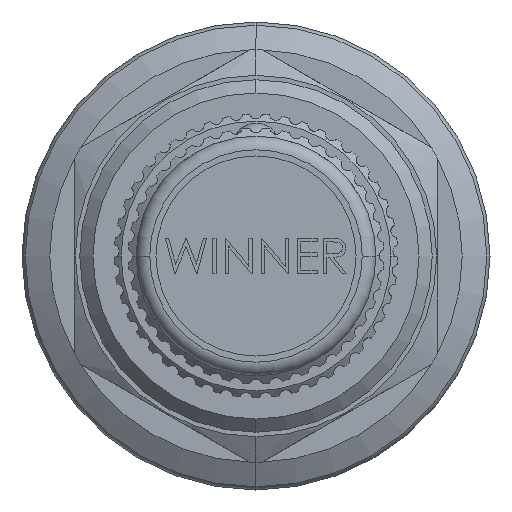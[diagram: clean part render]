
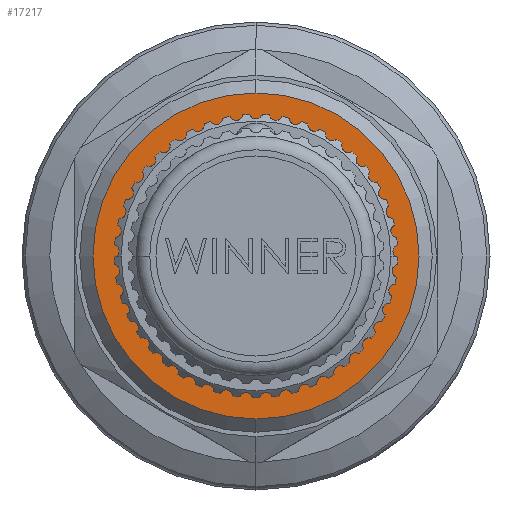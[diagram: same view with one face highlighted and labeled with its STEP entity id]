
A CAD part, left-side view. The second image highlights one B-rep face of the part: STEP entity #17217.
In plain terms, the highlighted planar face has unit normal (-1, 0, 0).
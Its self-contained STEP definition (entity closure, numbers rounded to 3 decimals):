
#168 = DIRECTION ( 'NONE',  ( 1., 0., 0. ) ) ;
#228 = CIRCLE ( 'NONE', #19752, 6.875 ) ;
#2328 = EDGE_LOOP ( 'NONE', ( #6727, #11609 ) ) ;
#3130 = ORIENTED_EDGE ( 'NONE', *, *, #20129, .T. ) ;
#3997 = VERTEX_POINT ( 'NONE', #21443 ) ;
#4535 = VERTEX_POINT ( 'NONE', #10831 ) ;
#4927 = DIRECTION ( 'NONE',  ( 0., -1., 0. ) ) ;
#5401 = ORIENTED_EDGE ( 'NONE', *, *, #26291, .T. ) ;
#5791 = DIRECTION ( 'NONE',  ( -1., 0., 0. ) ) ;
#6014 = DIRECTION ( 'NONE',  ( -1., 0., 0. ) ) ;
#6727 = ORIENTED_EDGE ( 'NONE', *, *, #18315, .T. ) ;
#7950 = AXIS2_PLACEMENT_3D ( 'NONE', #21136, #5791, #23426 ) ;
#8602 = CARTESIAN_POINT ( 'NONE',  ( -44.5, 0., 18.5 ) ) ;
#8610 = CARTESIAN_POINT ( 'NONE',  ( -44.5, 0., 0. ) ) ;
#9926 = AXIS2_PLACEMENT_3D ( 'NONE', #8610, #12969, #10763 ) ;
#10763 = DIRECTION ( 'NONE',  ( 0., 0., 1. ) ) ;
#10831 = CARTESIAN_POINT ( 'NONE',  ( -44.5, 6.875, 0. ) ) ;
#11037 = AXIS2_PLACEMENT_3D ( 'NONE', #12566, #6014, #21576 ) ;
#11609 = ORIENTED_EDGE ( 'NONE', *, *, #15015, .T. ) ;
#11866 = CIRCLE ( 'NONE', #11037, 18.5 ) ;
#12566 = CARTESIAN_POINT ( 'NONE',  ( -44.5, 0., 0. ) ) ;
#12969 = DIRECTION ( 'NONE',  ( -1., 0., 0. ) ) ;
#13576 = DIRECTION ( 'NONE',  ( 0., -1., 0. ) ) ;
#13894 = AXIS2_PLACEMENT_3D ( 'NONE', #26885, #168, #13576 ) ;
#15015 = EDGE_CURVE ( 'NONE', #24251, #4535, #24758, .T. ) ;
#16334 = CARTESIAN_POINT ( 'NONE',  ( -44.5, 0., 0. ) ) ;
#16649 = FACE_BOUND ( 'NONE', #2328, .T. ) ;
#17217 = ADVANCED_FACE ( 'NONE', ( #16649, #17683 ), #18833, .T. ) ;
#17683 = FACE_OUTER_BOUND ( 'NONE', #24450, .T. ) ;
#18315 = EDGE_CURVE ( 'NONE', #4535, #24251, #228, .T. ) ;
#18814 = CIRCLE ( 'NONE', #9926, 18.5 ) ;
#18833 = PLANE ( 'NONE',  #7950 ) ;
#19752 = AXIS2_PLACEMENT_3D ( 'NONE', #16334, #27573, #4927 ) ;
#20129 = EDGE_CURVE ( 'NONE', #3997, #27348, #18814, .T. ) ;
#21136 = CARTESIAN_POINT ( 'NONE',  ( -44.5, 0., 0. ) ) ;
#21443 = CARTESIAN_POINT ( 'NONE',  ( -44.5, 0., -18.5 ) ) ;
#21576 = DIRECTION ( 'NONE',  ( 0., 0., 1. ) ) ;
#21825 = CARTESIAN_POINT ( 'NONE',  ( -44.5, -6.875, 0. ) ) ;
#23426 = DIRECTION ( 'NONE',  ( 0., 0., 1. ) ) ;
#24251 = VERTEX_POINT ( 'NONE', #21825 ) ;
#24450 = EDGE_LOOP ( 'NONE', ( #3130, #5401 ) ) ;
#24758 = CIRCLE ( 'NONE', #13894, 6.875 ) ;
#26291 = EDGE_CURVE ( 'NONE', #27348, #3997, #11866, .T. ) ;
#26885 = CARTESIAN_POINT ( 'NONE',  ( -44.5, 0., 0. ) ) ;
#27348 = VERTEX_POINT ( 'NONE', #8602 ) ;
#27573 = DIRECTION ( 'NONE',  ( 1., 0., 0. ) ) ;
